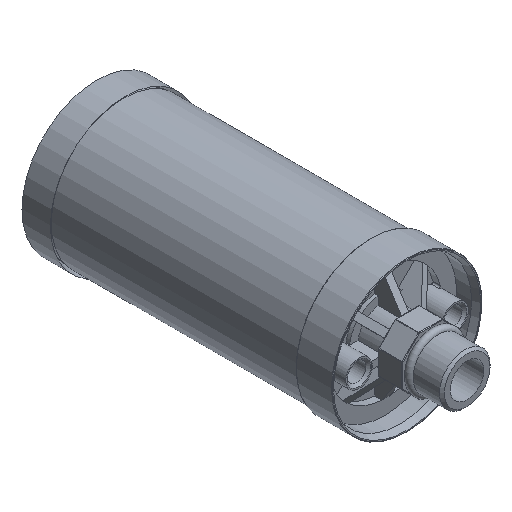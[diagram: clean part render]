
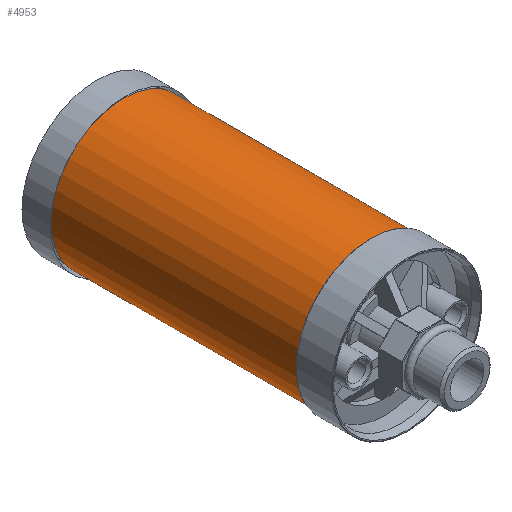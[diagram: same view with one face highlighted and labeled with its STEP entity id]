
A CAD part, isometric view. The second image highlights one B-rep face of the part: STEP entity #4953.
In plain terms, the highlighted cylindrical face has radius 30 mm (diameter 60 mm), a full revolution.
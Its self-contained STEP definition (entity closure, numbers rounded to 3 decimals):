
#145 = DIRECTION ( 'NONE',  ( 0.932, 0., -0.362 ) ) ;
#266 = DIRECTION ( 'NONE',  ( -0.932, 0., 0.362 ) ) ;
#802 = DIRECTION ( 'NONE',  ( 0., 1., 0. ) ) ;
#817 = FACE_OUTER_BOUND ( 'NONE', #2514, .T. ) ;
#852 = AXIS2_PLACEMENT_3D ( 'NONE', #3240, #3829, #5609 ) ;
#976 = CIRCLE ( 'NONE', #852, 30. ) ;
#2319 = ORIENTED_EDGE ( 'NONE', *, *, #5788, .T. ) ;
#2448 = CARTESIAN_POINT ( 'NONE',  ( -27.966, 37., 10.858 ) ) ;
#2514 = EDGE_LOOP ( 'NONE', ( #5625 ) ) ;
#2570 = AXIS2_PLACEMENT_3D ( 'NONE', #3741, #802, #266 ) ;
#3064 = AXIS2_PLACEMENT_3D ( 'NONE', #6741, #5531, #145 ) ;
#3119 = CYLINDRICAL_SURFACE ( 'NONE', #3064, 30. ) ;
#3240 = CARTESIAN_POINT ( 'NONE',  ( 0., 143., 0. ) ) ;
#3580 = CARTESIAN_POINT ( 'NONE',  ( -27.966, 143., 10.858 ) ) ;
#3741 = CARTESIAN_POINT ( 'NONE',  ( 0., 37., 0. ) ) ;
#3829 = DIRECTION ( 'NONE',  ( 0., 1., 0. ) ) ;
#4953 = ADVANCED_FACE ( 'NONE', ( #7278, #817 ), #3119, .T. ) ;
#5079 = EDGE_CURVE ( 'NONE', #7079, #7079, #976, .T. ) ;
#5404 = VERTEX_POINT ( 'NONE', #2448 ) ;
#5531 = DIRECTION ( 'NONE',  ( 0., -1., 0. ) ) ;
#5609 = DIRECTION ( 'NONE',  ( -0.932, 0., 0.362 ) ) ;
#5625 = ORIENTED_EDGE ( 'NONE', *, *, #5079, .F. ) ;
#5788 = EDGE_CURVE ( 'NONE', #5404, #5404, #5935, .T. ) ;
#5935 = CIRCLE ( 'NONE', #2570, 30. ) ;
#6703 = EDGE_LOOP ( 'NONE', ( #2319 ) ) ;
#6741 = CARTESIAN_POINT ( 'NONE',  ( 0., 151., 0. ) ) ;
#7079 = VERTEX_POINT ( 'NONE', #3580 ) ;
#7278 = FACE_OUTER_BOUND ( 'NONE', #6703, .T. ) ;
